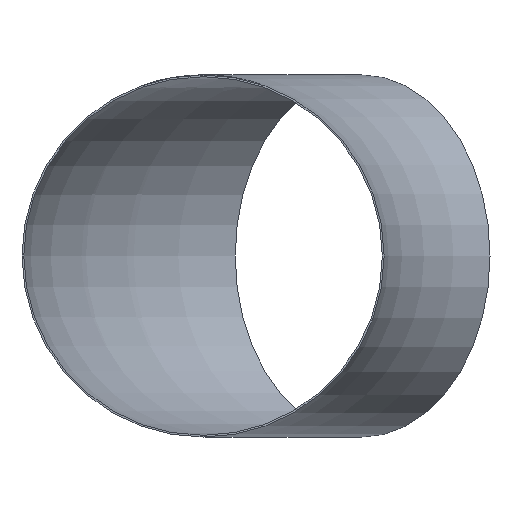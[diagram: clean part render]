
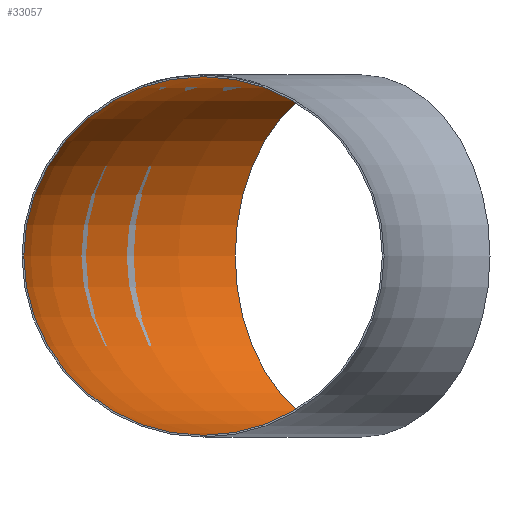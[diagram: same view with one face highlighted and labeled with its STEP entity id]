
A CAD part, front view. The second image highlights one B-rep face of the part: STEP entity #33057.
In plain terms, the highlighted toroidal (fillet/blend) face has major radius 914 mm and minor radius 302 mm.
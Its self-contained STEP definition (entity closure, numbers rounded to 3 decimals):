
#2720 = TOROIDAL_SURFACE ( 'NONE', #27420, 914., 302. ) ;
#5021 = CARTESIAN_POINT ( 'NONE',  ( 0., 0., 0. ) ) ;
#5371 = DIRECTION ( 'NONE',  ( 0., 0., 1. ) ) ;
#6307 = VERTEX_POINT ( 'NONE', #8898 ) ;
#8898 = CARTESIAN_POINT ( 'NONE',  ( -914., 0., 302. ) ) ;
#11271 = EDGE_CURVE ( 'NONE', #19939, #19939, #19267, .T. ) ;
#12968 = EDGE_CURVE ( 'NONE', #6307, #6307, #25800, .T. ) ;
#14132 = DIRECTION ( 'NONE',  ( 0.707, 0.707, 0. ) ) ;
#14663 = EDGE_LOOP ( 'NONE', ( #20167 ) ) ;
#16051 = CARTESIAN_POINT ( 'NONE',  ( -914., 0., 0. ) ) ;
#16444 = DIRECTION ( 'NONE',  ( 0., 0., -1. ) ) ;
#17356 = CARTESIAN_POINT ( 'NONE',  ( -859.842, 859.842, 0. ) ) ;
#18713 = AXIS2_PLACEMENT_3D ( 'NONE', #16051, #30430, #5371 ) ;
#19195 = DIRECTION ( 'NONE',  ( -1., 0., 0. ) ) ;
#19267 = CIRCLE ( 'NONE', #35741, 302. ) ;
#19816 = DIRECTION ( 'NONE',  ( -0.707, 0.707, 0. ) ) ;
#19939 = VERTEX_POINT ( 'NONE', #17356 ) ;
#20167 = ORIENTED_EDGE ( 'NONE', *, *, #11271, .T. ) ;
#20490 = EDGE_LOOP ( 'NONE', ( #28603 ) ) ;
#25800 = CIRCLE ( 'NONE', #18713, 302. ) ;
#27420 = AXIS2_PLACEMENT_3D ( 'NONE', #5021, #16444, #19195 ) ;
#28603 = ORIENTED_EDGE ( 'NONE', *, *, #12968, .F. ) ;
#30430 = DIRECTION ( 'NONE',  ( 0., 1., 0. ) ) ;
#31056 = CARTESIAN_POINT ( 'NONE',  ( -646.296, 646.296, 0. ) ) ;
#32840 = FACE_OUTER_BOUND ( 'NONE', #20490, .T. ) ;
#33057 = ADVANCED_FACE ( 'NONE', ( #35062, #32840 ), #2720, .F. ) ;
#35062 = FACE_OUTER_BOUND ( 'NONE', #14663, .T. ) ;
#35741 = AXIS2_PLACEMENT_3D ( 'NONE', #31056, #14132, #19816 ) ;
